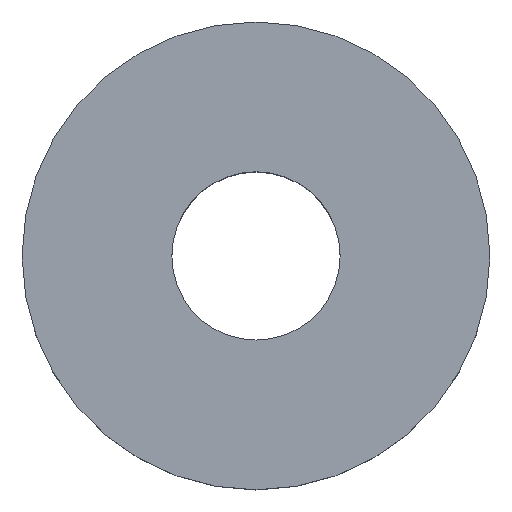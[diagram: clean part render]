
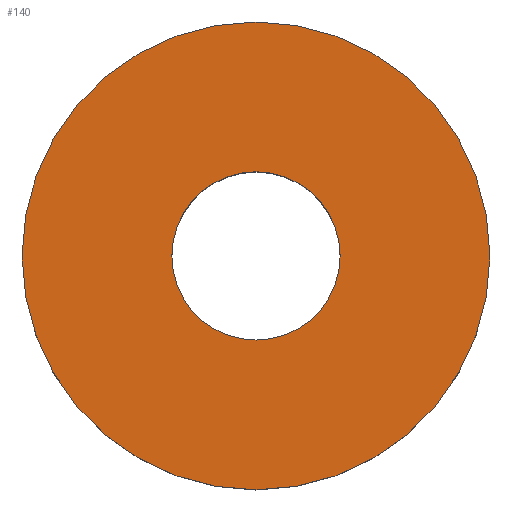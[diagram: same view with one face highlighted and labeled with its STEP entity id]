
A CAD part, top view. The second image highlights one B-rep face of the part: STEP entity #140.
In plain terms, the highlighted planar face has unit normal (0, 0, 1).
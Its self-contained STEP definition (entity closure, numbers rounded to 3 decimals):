
#94 = EDGE_CURVE('',#95,#95,#97,.T.);
#95 = VERTEX_POINT('',#96);
#96 = CARTESIAN_POINT('',(1.,0.,1.));
#97 = CIRCLE('',#98,1.);
#98 = AXIS2_PLACEMENT_3D('',#99,#100,#101);
#99 = CARTESIAN_POINT('',(0.,0.,1.));
#100 = DIRECTION('',(0.,0.,-1.));
#101 = DIRECTION('',(1.,0.,0.));
#120 = VERTEX_POINT('',#121);
#121 = CARTESIAN_POINT('',(2.78,0.,1.));
#127 = EDGE_CURVE('',#120,#120,#128,.T.);
#128 = CIRCLE('',#129,2.78);
#129 = AXIS2_PLACEMENT_3D('',#130,#131,#132);
#130 = CARTESIAN_POINT('',(0.,0.,1.));
#131 = DIRECTION('',(0.,0.,1.));
#132 = DIRECTION('',(1.,0.,0.));
#140 = ADVANCED_FACE('',(#141,#144),#147,.T.);
#141 = FACE_BOUND('',#142,.T.);
#142 = EDGE_LOOP('',(#143));
#143 = ORIENTED_EDGE('',*,*,#127,.T.);
#144 = FACE_BOUND('',#145,.T.);
#145 = EDGE_LOOP('',(#146));
#146 = ORIENTED_EDGE('',*,*,#94,.T.);
#147 = PLANE('',#148);
#148 = AXIS2_PLACEMENT_3D('',#149,#150,#151);
#149 = CARTESIAN_POINT('',(0.,0.,1.));
#150 = DIRECTION('',(0.,0.,1.));
#151 = DIRECTION('',(1.,0.,0.));
